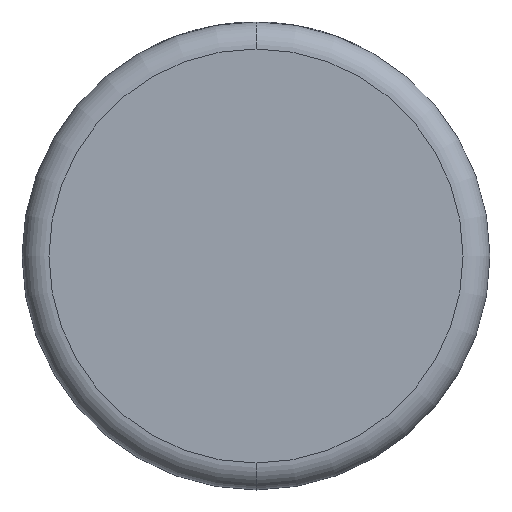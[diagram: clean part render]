
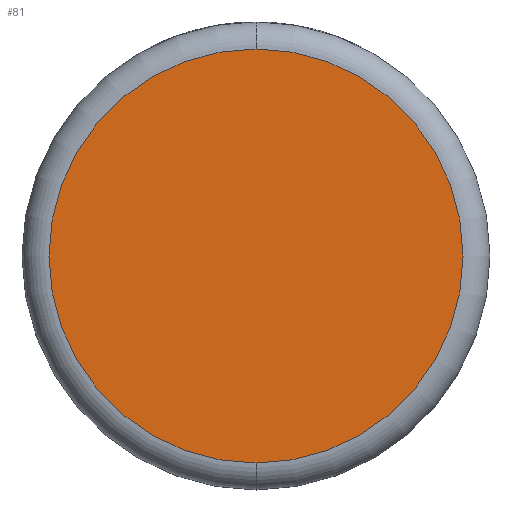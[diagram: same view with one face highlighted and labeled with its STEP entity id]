
A CAD part, front view. The second image highlights one B-rep face of the part: STEP entity #81.
In plain terms, the highlighted planar face has unit normal (0, -1, 0).
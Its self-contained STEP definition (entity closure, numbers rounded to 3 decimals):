
#81 = ADVANCED_FACE ( 'NONE', ( #885 ), #4051, .F. ) ;
#478 = DIRECTION ( 'NONE',  ( 0., -1., 0. ) ) ;
#546 = DIRECTION ( 'NONE',  ( 0., 0., 1. ) ) ;
#713 = VERTEX_POINT ( 'NONE', #1250 ) ;
#757 = EDGE_CURVE ( 'NONE', #713, #1170, #3474, .T. ) ;
#885 = FACE_OUTER_BOUND ( 'NONE', #3978, .T. ) ;
#1126 = CARTESIAN_POINT ( 'NONE',  ( 0., 0., -15.926 ) ) ;
#1137 = CARTESIAN_POINT ( 'NONE',  ( 0., 0., 0. ) ) ;
#1170 = VERTEX_POINT ( 'NONE', #1126 ) ;
#1250 = CARTESIAN_POINT ( 'NONE',  ( 0., 0., 15.926 ) ) ;
#1356 = AXIS2_PLACEMENT_3D ( 'NONE', #2462, #478, #3032 ) ;
#1476 = DIRECTION ( 'NONE',  ( 0., -1., 0. ) ) ;
#1877 = EDGE_CURVE ( 'NONE', #1170, #713, #3616, .T. ) ;
#1935 = ORIENTED_EDGE ( 'NONE', *, *, #1877, .T. ) ;
#1968 = AXIS2_PLACEMENT_3D ( 'NONE', #1137, #4073, #546 ) ;
#2458 = DIRECTION ( 'NONE',  ( 0., 0., 1. ) ) ;
#2462 = CARTESIAN_POINT ( 'NONE',  ( 0., 0., 0. ) ) ;
#3032 = DIRECTION ( 'NONE',  ( 0., 0., 1. ) ) ;
#3406 = CARTESIAN_POINT ( 'NONE',  ( 0., 0., 0. ) ) ;
#3474 = CIRCLE ( 'NONE', #1356, 15.926 ) ;
#3616 = CIRCLE ( 'NONE', #3957, 15.926 ) ;
#3741 = ORIENTED_EDGE ( 'NONE', *, *, #757, .T. ) ;
#3957 = AXIS2_PLACEMENT_3D ( 'NONE', #3406, #1476, #2458 ) ;
#3978 = EDGE_LOOP ( 'NONE', ( #3741, #1935 ) ) ;
#4051 = PLANE ( 'NONE',  #1968 ) ;
#4073 = DIRECTION ( 'NONE',  ( 0., 1., 0. ) ) ;
